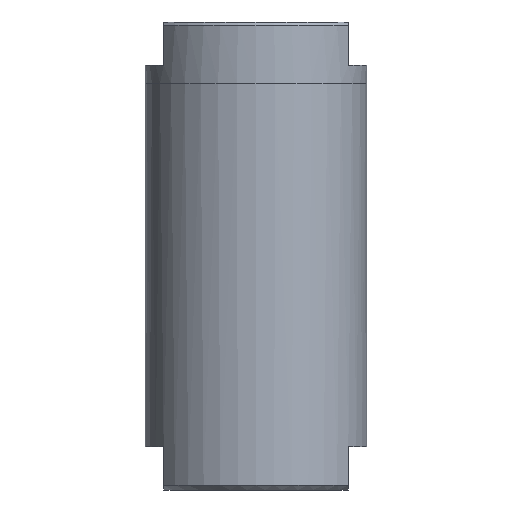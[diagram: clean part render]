
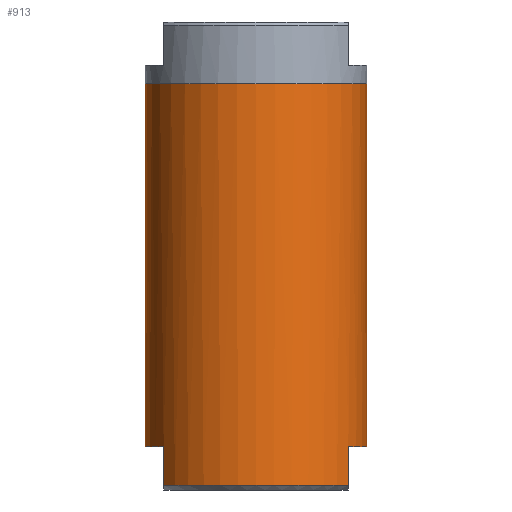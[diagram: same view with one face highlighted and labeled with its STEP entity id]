
A CAD part, front view. The second image highlights one B-rep face of the part: STEP entity #913.
In plain terms, the highlighted cylindrical face has radius 18 mm (diameter 36 mm), a partial arc.
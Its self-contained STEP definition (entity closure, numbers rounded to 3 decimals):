
#22 = CARTESIAN_POINT ( 'NONE',  ( -18., 0., -59. ) ) ;
#39 = AXIS2_PLACEMENT_3D ( 'NONE', #1217, #1222, #1227 ) ;
#62 = DIRECTION ( 'NONE',  ( 0., 0., 1. ) ) ;
#63 = EDGE_LOOP ( 'NONE', ( #116, #574, #1233, #439, #476, #1095, #1299, #1149 ) ) ;
#71 = CARTESIAN_POINT ( 'NONE',  ( 15., -9.95, -59. ) ) ;
#116 = ORIENTED_EDGE ( 'NONE', *, *, #837, .F. ) ;
#185 = VERTEX_POINT ( 'NONE', #1259 ) ;
#238 = CARTESIAN_POINT ( 'NONE',  ( 15., -9.95, -65.2 ) ) ;
#243 = EDGE_CURVE ( 'NONE', #510, #909, #981, .T. ) ;
#244 = CARTESIAN_POINT ( 'NONE',  ( 0., 0., 0. ) ) ;
#251 = DIRECTION ( 'NONE',  ( 0., 0., 1. ) ) ;
#292 = AXIS2_PLACEMENT_3D ( 'NONE', #637, #641, #643 ) ;
#297 = CARTESIAN_POINT ( 'NONE',  ( 0., 0., -59. ) ) ;
#316 = DIRECTION ( 'NONE',  ( 0., 0., 1. ) ) ;
#320 = VECTOR ( 'NONE', #62, 1000. ) ;
#325 = EDGE_CURVE ( 'NONE', #909, #425, #1335, .T. ) ;
#331 = EDGE_CURVE ( 'NONE', #425, #185, #513, .T. ) ;
#374 = DIRECTION ( 'NONE',  ( 1., 0., 0. ) ) ;
#386 = DIRECTION ( 'NONE',  ( 1., 0., 0. ) ) ;
#389 = DIRECTION ( 'NONE',  ( 0., 0., 1. ) ) ;
#397 = DIRECTION ( 'NONE',  ( 1., 0., 0. ) ) ;
#424 = AXIS2_PLACEMENT_3D ( 'NONE', #297, #389, #397 ) ;
#425 = VERTEX_POINT ( 'NONE', #71 ) ;
#437 = DIRECTION ( 'NONE',  ( 0., 0., 1. ) ) ;
#439 = ORIENTED_EDGE ( 'NONE', *, *, #243, .T. ) ;
#476 = ORIENTED_EDGE ( 'NONE', *, *, #325, .T. ) ;
#510 = VERTEX_POINT ( 'NONE', #834 ) ;
#513 = CIRCLE ( 'NONE', #424, 18. ) ;
#518 = VERTEX_POINT ( 'NONE', #1128 ) ;
#523 = LINE ( 'NONE', #1071, #741 ) ;
#527 = EDGE_CURVE ( 'NONE', #1237, #518, #1306, .T. ) ;
#574 = ORIENTED_EDGE ( 'NONE', *, *, #527, .T. ) ;
#612 = EDGE_CURVE ( 'NONE', #780, #1081, #734, .T. ) ;
#629 = FACE_OUTER_BOUND ( 'NONE', #63, .T. ) ;
#637 = CARTESIAN_POINT ( 'NONE',  ( 0., 0., 0. ) ) ;
#641 = DIRECTION ( 'NONE',  ( 0., 0., -1. ) ) ;
#643 = DIRECTION ( 'NONE',  ( 1., 0., 0. ) ) ;
#647 = AXIS2_PLACEMENT_3D ( 'NONE', #1050, #437, #386 ) ;
#734 = CIRCLE ( 'NONE', #292, 18. ) ;
#741 = VECTOR ( 'NONE', #1020, 1000. ) ;
#780 = VERTEX_POINT ( 'NONE', #886 ) ;
#824 = CARTESIAN_POINT ( 'NONE',  ( 15., -9.95, -59. ) ) ;
#834 = CARTESIAN_POINT ( 'NONE',  ( -15., -9.95, -65.2 ) ) ;
#837 = EDGE_CURVE ( 'NONE', #1237, #1081, #1292, .T. ) ;
#867 = VECTOR ( 'NONE', #1329, 1000. ) ;
#886 = CARTESIAN_POINT ( 'NONE',  ( 18., 0., 0. ) ) ;
#909 = VERTEX_POINT ( 'NONE', #238 ) ;
#913 = ADVANCED_FACE ( 'NONE', ( #629 ), #1176, .T. ) ;
#981 = CIRCLE ( 'NONE', #647, 18. ) ;
#1020 = DIRECTION ( 'NONE',  ( 0., 0., -1. ) ) ;
#1035 = VECTOR ( 'NONE', #316, 1000. ) ;
#1042 = LINE ( 'NONE', #1188, #1035 ) ;
#1050 = CARTESIAN_POINT ( 'NONE',  ( 0., 0., -65.2 ) ) ;
#1069 = EDGE_CURVE ( 'NONE', #518, #510, #523, .T. ) ;
#1071 = CARTESIAN_POINT ( 'NONE',  ( -15., -9.95, -59. ) ) ;
#1081 = VERTEX_POINT ( 'NONE', #1184 ) ;
#1089 = EDGE_CURVE ( 'NONE', #185, #780, #1042, .T. ) ;
#1095 = ORIENTED_EDGE ( 'NONE', *, *, #331, .T. ) ;
#1100 = AXIS2_PLACEMENT_3D ( 'NONE', #244, #251, #374 ) ;
#1128 = CARTESIAN_POINT ( 'NONE',  ( -15., -9.95, -59. ) ) ;
#1149 = ORIENTED_EDGE ( 'NONE', *, *, #612, .T. ) ;
#1176 = CYLINDRICAL_SURFACE ( 'NONE', #1100, 18. ) ;
#1184 = CARTESIAN_POINT ( 'NONE',  ( -18., 0., 0. ) ) ;
#1188 = CARTESIAN_POINT ( 'NONE',  ( 18., 0., 0. ) ) ;
#1217 = CARTESIAN_POINT ( 'NONE',  ( 0., 0., -59. ) ) ;
#1222 = DIRECTION ( 'NONE',  ( 0., 0., 1. ) ) ;
#1227 = DIRECTION ( 'NONE',  ( 1., 0., 0. ) ) ;
#1233 = ORIENTED_EDGE ( 'NONE', *, *, #1069, .T. ) ;
#1237 = VERTEX_POINT ( 'NONE', #22 ) ;
#1259 = CARTESIAN_POINT ( 'NONE',  ( 18., 0., -59. ) ) ;
#1292 = LINE ( 'NONE', #1314, #867 ) ;
#1299 = ORIENTED_EDGE ( 'NONE', *, *, #1089, .T. ) ;
#1306 = CIRCLE ( 'NONE', #39, 18. ) ;
#1314 = CARTESIAN_POINT ( 'NONE',  ( -18., 0., 0. ) ) ;
#1329 = DIRECTION ( 'NONE',  ( 0., 0., 1. ) ) ;
#1335 = LINE ( 'NONE', #824, #320 ) ;
